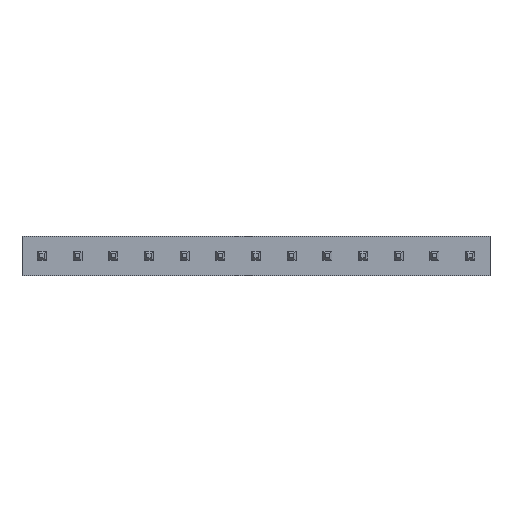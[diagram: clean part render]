
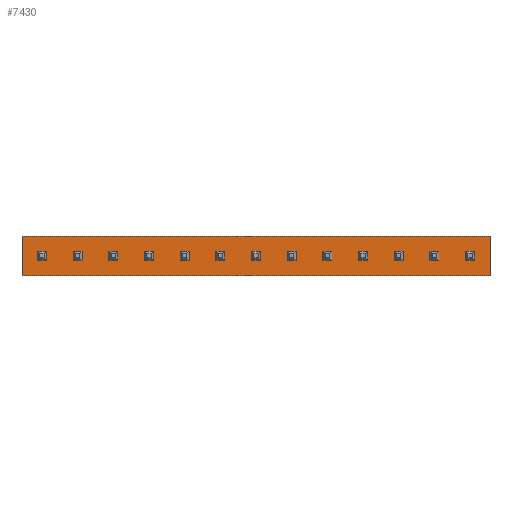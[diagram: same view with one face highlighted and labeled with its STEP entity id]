
A CAD part, top view. The second image highlights one B-rep face of the part: STEP entity #7430.
In plain terms, the highlighted planar face has unit normal (0, 0, 1).
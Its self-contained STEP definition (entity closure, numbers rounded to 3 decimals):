
#7305 = CARTESIAN_POINT ( 'NONE',  ( 31.9, 1.42, 2.54 ) ) ;
#7306 = VERTEX_POINT ( 'NONE', #7305 ) ;
#7313 = CARTESIAN_POINT ( 'NONE',  ( 31.9, -1.42, 2.54 ) ) ;
#7314 = VERTEX_POINT ( 'NONE', #7313 ) ;
#7315 = CARTESIAN_POINT ( 'NONE',  ( 31.9, -1.42, 2.54 ) ) ;
#7316 = DIRECTION ( 'NONE',  ( 0., 1., 0. ) ) ;
#7317 = VECTOR ( 'NONE', #7316, 1000. ) ;
#7318 = LINE ( 'NONE', #7315, #7317 ) ;
#7319 = EDGE_CURVE ( 'NONE', #7314, #7306, #7318, .T. ) ;
#7343 = CARTESIAN_POINT ( 'NONE',  ( -1.42, 1.42, 2.54 ) ) ;
#7344 = VERTEX_POINT ( 'NONE', #7343 ) ;
#7351 = CARTESIAN_POINT ( 'NONE',  ( -1.42, 1.42, 2.54 ) ) ;
#7352 = DIRECTION ( 'NONE',  ( -1., 0., 0. ) ) ;
#7353 = VECTOR ( 'NONE', #7352, 1000. ) ;
#7354 = LINE ( 'NONE', #7351, #7353 ) ;
#7355 = EDGE_CURVE ( 'NONE', #7306, #7344, #7354, .T. ) ;
#7374 = CARTESIAN_POINT ( 'NONE',  ( -1.42, -1.42, 2.54 ) ) ;
#7375 = VERTEX_POINT ( 'NONE', #7374 ) ;
#7382 = CARTESIAN_POINT ( 'NONE',  ( -1.42, -1.42, 2.54 ) ) ;
#7383 = DIRECTION ( 'NONE',  ( 0., -1., 0. ) ) ;
#7384 = VECTOR ( 'NONE', #7383, 1000. ) ;
#7385 = LINE ( 'NONE', #7382, #7384 ) ;
#7386 = EDGE_CURVE ( 'NONE', #7344, #7375, #7385, .T. ) ;
#7404 = CARTESIAN_POINT ( 'NONE',  ( -1.42, -1.42, 2.54 ) ) ;
#7405 = DIRECTION ( 'NONE',  ( 1., 0., 0. ) ) ;
#7406 = VECTOR ( 'NONE', #7405, 1000. ) ;
#7407 = LINE ( 'NONE', #7404, #7406 ) ;
#7408 = EDGE_CURVE ( 'NONE', #7375, #7314, #7407, .T. ) ;
#7419 = ORIENTED_EDGE ( 'NONE', *, *, #7319, .T. ) ;
#7420 = ORIENTED_EDGE ( 'NONE', *, *, #7355, .T. ) ;
#7421 = ORIENTED_EDGE ( 'NONE', *, *, #7386, .T. ) ;
#7422 = ORIENTED_EDGE ( 'NONE', *, *, #7408, .T. ) ;
#7423 = EDGE_LOOP ( 'NONE', ( #7419, #7420, #7421, #7422 ) ) ;
#7424 = FACE_OUTER_BOUND ( 'NONE', #7423, .T. ) ;
#7425 = CARTESIAN_POINT ( 'NONE',  ( 15.24, 0., 2.54 ) ) ;
#7426 = DIRECTION ( 'NONE',  ( 0., 0., -1. ) ) ;
#7427 = DIRECTION ( 'NONE',  ( 0., 1., 0. ) ) ;
#7428 = AXIS2_PLACEMENT_3D ( 'NONE', #7425, #7426, #7427 ) ;
#7429 = PLANE ( 'NONE', #7428 ) ;
#7430 = ADVANCED_FACE ( 'NONE', ( #7424 ), #7429, .F. ) ;
